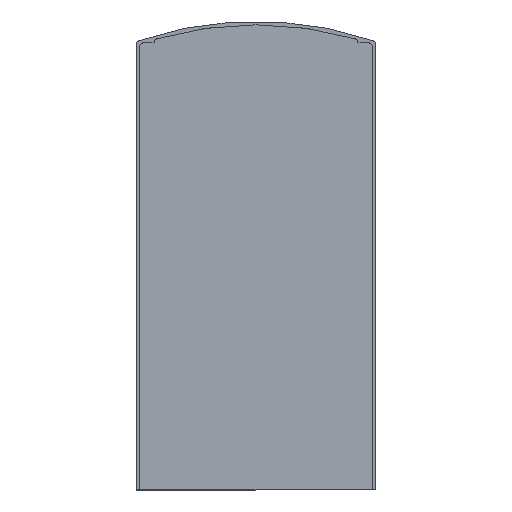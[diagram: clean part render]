
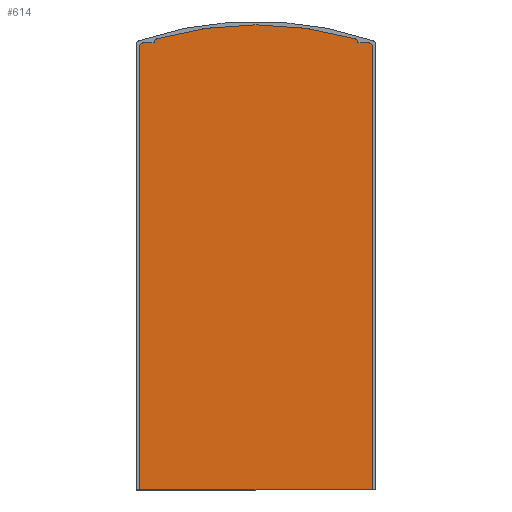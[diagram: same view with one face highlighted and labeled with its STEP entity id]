
A CAD part, top view. The second image highlights one B-rep face of the part: STEP entity #614.
In plain terms, the highlighted planar face has unit normal (0, 0, 1).
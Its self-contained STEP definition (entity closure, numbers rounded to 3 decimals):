
#4 = CARTESIAN_POINT ( 'NONE',  ( -28.25, 124., 2. ) ) ;
#12 = CIRCLE ( 'NONE', #622, 99. ) ;
#15 = VECTOR ( 'NONE', #546, 1000. ) ;
#19 = CARTESIAN_POINT ( 'NONE',  ( 27.528, 125.096, 2. ) ) ;
#30 = CARTESIAN_POINT ( 'NONE',  ( -31.25, 123., 2. ) ) ;
#40 = CARTESIAN_POINT ( 'NONE',  ( -31.25, 124., 2. ) ) ;
#49 = ORIENTED_EDGE ( 'NONE', *, *, #171, .F. ) ;
#55 = CIRCLE ( 'NONE', #128, 1. ) ;
#56 = VERTEX_POINT ( 'NONE', #19 ) ;
#57 = PLANE ( 'NONE',  #286 ) ;
#65 = VERTEX_POINT ( 'NONE', #291 ) ;
#71 = CARTESIAN_POINT ( 'NONE',  ( 28.25, 124., 2. ) ) ;
#81 = EDGE_CURVE ( 'NONE', #469, #113, #225, .T. ) ;
#99 = DIRECTION ( 'NONE',  ( 0., 0., -1. ) ) ;
#104 = VECTOR ( 'NONE', #321, 1000. ) ;
#113 = VERTEX_POINT ( 'NONE', #392 ) ;
#124 = DIRECTION ( 'NONE',  ( -1., 0., 0. ) ) ;
#128 = AXIS2_PLACEMENT_3D ( 'NONE', #222, #388, #124 ) ;
#135 = CARTESIAN_POINT ( 'NONE',  ( -31.25, 124., 2. ) ) ;
#149 = LINE ( 'NONE', #367, #104 ) ;
#169 = CARTESIAN_POINT ( 'NONE',  ( 28.25, 124.135, 2. ) ) ;
#170 = EDGE_CURVE ( 'NONE', #277, #642, #596, .T. ) ;
#171 = EDGE_CURVE ( 'NONE', #277, #65, #548, .T. ) ;
#177 = VECTOR ( 'NONE', #454, 1000. ) ;
#195 = CARTESIAN_POINT ( 'NONE',  ( 28.25, 124., 2. ) ) ;
#204 = DIRECTION ( 'NONE',  ( 0., -1., 0. ) ) ;
#207 = LINE ( 'NONE', #361, #623 ) ;
#208 = VERTEX_POINT ( 'NONE', #169 ) ;
#214 = VERTEX_POINT ( 'NONE', #281 ) ;
#222 = CARTESIAN_POINT ( 'NONE',  ( 27.25, 124.135, 2. ) ) ;
#225 = LINE ( 'NONE', #71, #445 ) ;
#235 = CARTESIAN_POINT ( 'NONE',  ( -32.25, 0., 2. ) ) ;
#238 = DIRECTION ( 'NONE',  ( 0., 0., -1. ) ) ;
#239 = EDGE_CURVE ( 'NONE', #56, #208, #55, .T. ) ;
#247 = EDGE_CURVE ( 'NONE', #113, #214, #544, .T. ) ;
#248 = AXIS2_PLACEMENT_3D ( 'NONE', #591, #339, #545 ) ;
#249 = DIRECTION ( 'NONE',  ( 0., 0., -1. ) ) ;
#277 = VERTEX_POINT ( 'NONE', #658 ) ;
#278 = AXIS2_PLACEMENT_3D ( 'NONE', #299, #249, #444 ) ;
#281 = CARTESIAN_POINT ( 'NONE',  ( 32.25, 123., 2. ) ) ;
#286 = AXIS2_PLACEMENT_3D ( 'NONE', #373, #99, #314 ) ;
#291 = CARTESIAN_POINT ( 'NONE',  ( -32.25, 123., 2. ) ) ;
#295 = EDGE_CURVE ( 'NONE', #65, #416, #637, .T. ) ;
#296 = LINE ( 'NONE', #135, #651 ) ;
#297 = CARTESIAN_POINT ( 'NONE',  ( -28.25, 124.135, 2. ) ) ;
#299 = CARTESIAN_POINT ( 'NONE',  ( -27.25, 124.135, 2. ) ) ;
#314 = DIRECTION ( 'NONE',  ( -1., 0., 0. ) ) ;
#321 = DIRECTION ( 'NONE',  ( 0., 1., 0. ) ) ;
#327 = EDGE_CURVE ( 'NONE', #421, #371, #679, .T. ) ;
#328 = ORIENTED_EDGE ( 'NONE', *, *, #81, .F. ) ;
#339 = DIRECTION ( 'NONE',  ( 0., 0., -1. ) ) ;
#340 = CARTESIAN_POINT ( 'NONE',  ( -32.25, 0., 2. ) ) ;
#350 = CARTESIAN_POINT ( 'NONE',  ( 0., 30., 2. ) ) ;
#361 = CARTESIAN_POINT ( 'NONE',  ( 28.25, 124.135, 2. ) ) ;
#367 = CARTESIAN_POINT ( 'NONE',  ( 32.25, 0., 2. ) ) ;
#371 = VERTEX_POINT ( 'NONE', #395 ) ;
#373 = CARTESIAN_POINT ( 'NONE',  ( -27.25, 124.135, 2. ) ) ;
#374 = ORIENTED_EDGE ( 'NONE', *, *, #247, .F. ) ;
#375 = EDGE_CURVE ( 'NONE', #371, #56, #12, .T. ) ;
#388 = DIRECTION ( 'NONE',  ( 0., 0., -1. ) ) ;
#392 = CARTESIAN_POINT ( 'NONE',  ( 31.25, 124., 2. ) ) ;
#395 = CARTESIAN_POINT ( 'NONE',  ( -27.528, 125.096, 2. ) ) ;
#401 = EDGE_CURVE ( 'NONE', #416, #619, #296, .T. ) ;
#403 = DIRECTION ( 'NONE',  ( -1., 0., 0. ) ) ;
#409 = FACE_OUTER_BOUND ( 'NONE', #513, .T. ) ;
#416 = VERTEX_POINT ( 'NONE', #40 ) ;
#421 = VERTEX_POINT ( 'NONE', #297 ) ;
#423 = ORIENTED_EDGE ( 'NONE', *, *, #439, .F. ) ;
#426 = VECTOR ( 'NONE', #647, 1000. ) ;
#439 = EDGE_CURVE ( 'NONE', #619, #421, #617, .T. ) ;
#441 = DIRECTION ( 'NONE',  ( 1., 0., 0. ) ) ;
#443 = AXIS2_PLACEMENT_3D ( 'NONE', #30, #238, #448 ) ;
#444 = DIRECTION ( 'NONE',  ( -1., 0., 0. ) ) ;
#445 = VECTOR ( 'NONE', #441, 1000. ) ;
#448 = DIRECTION ( 'NONE',  ( -1., 0., 0. ) ) ;
#454 = DIRECTION ( 'NONE',  ( 0., 1., 0. ) ) ;
#469 = VERTEX_POINT ( 'NONE', #195 ) ;
#502 = CARTESIAN_POINT ( 'NONE',  ( -28.25, 124., 2. ) ) ;
#513 = EDGE_LOOP ( 'NONE', ( #564, #423, #524, #640, #49, #531, #672, #374, #328, #639, #580, #515 ) ) ;
#514 = CARTESIAN_POINT ( 'NONE',  ( 32.25, 0., 2. ) ) ;
#515 = ORIENTED_EDGE ( 'NONE', *, *, #375, .F. ) ;
#524 = ORIENTED_EDGE ( 'NONE', *, *, #401, .F. ) ;
#531 = ORIENTED_EDGE ( 'NONE', *, *, #170, .T. ) ;
#544 = CIRCLE ( 'NONE', #248, 1. ) ;
#545 = DIRECTION ( 'NONE',  ( -1., 0., 0. ) ) ;
#546 = DIRECTION ( 'NONE',  ( 1., 0., 0. ) ) ;
#548 = LINE ( 'NONE', #235, #426 ) ;
#556 = DIRECTION ( 'NONE',  ( 0., 0., -1. ) ) ;
#560 = EDGE_CURVE ( 'NONE', #208, #469, #207, .T. ) ;
#563 = DIRECTION ( 'NONE',  ( 1., 0., 0. ) ) ;
#564 = ORIENTED_EDGE ( 'NONE', *, *, #327, .F. ) ;
#580 = ORIENTED_EDGE ( 'NONE', *, *, #239, .F. ) ;
#584 = EDGE_CURVE ( 'NONE', #642, #214, #149, .T. ) ;
#591 = CARTESIAN_POINT ( 'NONE',  ( 31.25, 123., 2. ) ) ;
#596 = LINE ( 'NONE', #340, #15 ) ;
#614 = ADVANCED_FACE ( 'NONE', ( #409 ), #57, .F. ) ;
#617 = LINE ( 'NONE', #502, #177 ) ;
#619 = VERTEX_POINT ( 'NONE', #4 ) ;
#622 = AXIS2_PLACEMENT_3D ( 'NONE', #350, #556, #403 ) ;
#623 = VECTOR ( 'NONE', #204, 1000. ) ;
#637 = CIRCLE ( 'NONE', #443, 1. ) ;
#639 = ORIENTED_EDGE ( 'NONE', *, *, #560, .F. ) ;
#640 = ORIENTED_EDGE ( 'NONE', *, *, #295, .F. ) ;
#642 = VERTEX_POINT ( 'NONE', #514 ) ;
#647 = DIRECTION ( 'NONE',  ( 0., 1., 0. ) ) ;
#651 = VECTOR ( 'NONE', #563, 1000. ) ;
#658 = CARTESIAN_POINT ( 'NONE',  ( -32.25, 0., 2. ) ) ;
#672 = ORIENTED_EDGE ( 'NONE', *, *, #584, .T. ) ;
#679 = CIRCLE ( 'NONE', #278, 1. ) ;
